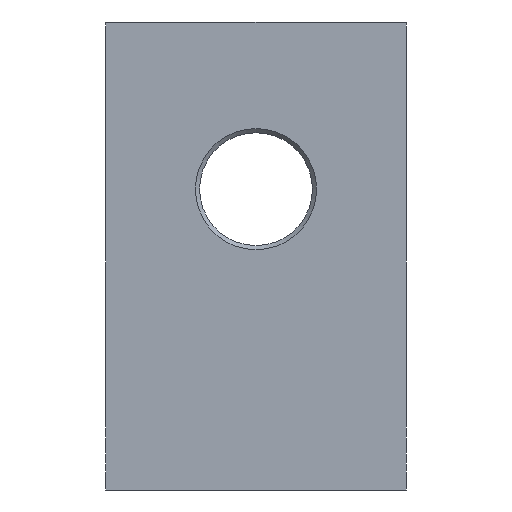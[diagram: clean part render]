
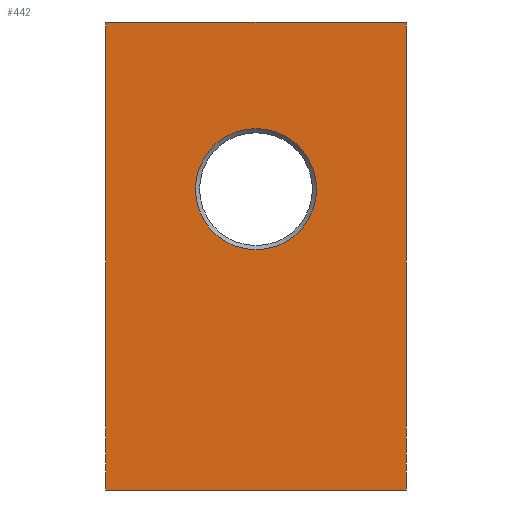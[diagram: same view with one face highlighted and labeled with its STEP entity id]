
A CAD part, front view. The second image highlights one B-rep face of the part: STEP entity #442.
In plain terms, the highlighted planar face has unit normal (0, -1, 0).
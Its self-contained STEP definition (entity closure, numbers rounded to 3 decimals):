
#15=FACE_BOUND('',#73,.T.);
#22=PLANE('',#512);
#50=FACE_OUTER_BOUND('',#72,.T.);
#72=EDGE_LOOP('',(#356,#357,#358,#359));
#73=EDGE_LOOP('',(#360,#361));
#101=LINE('',#755,#132);
#102=LINE('',#757,#133);
#103=LINE('',#759,#134);
#104=LINE('',#760,#135);
#132=VECTOR('',#620,1000.);
#133=VECTOR('',#621,1000.);
#134=VECTOR('',#622,1000.);
#135=VECTOR('',#623,1000.);
#175=CIRCLE('',#502,7.25);
#176=CIRCLE('',#503,7.25);
#207=VERTEX_POINT('',#731);
#208=VERTEX_POINT('',#733);
#213=VERTEX_POINT('',#753);
#214=VERTEX_POINT('',#754);
#215=VERTEX_POINT('',#756);
#216=VERTEX_POINT('',#758);
#259=EDGE_CURVE('',#208,#207,#175,.T.);
#260=EDGE_CURVE('',#207,#208,#176,.T.);
#269=EDGE_CURVE('',#213,#214,#101,.T.);
#270=EDGE_CURVE('',#215,#214,#102,.T.);
#271=EDGE_CURVE('',#216,#215,#103,.T.);
#272=EDGE_CURVE('',#216,#213,#104,.T.);
#356=ORIENTED_EDGE('',*,*,#269,.T.);
#357=ORIENTED_EDGE('',*,*,#270,.F.);
#358=ORIENTED_EDGE('',*,*,#271,.F.);
#359=ORIENTED_EDGE('',*,*,#272,.T.);
#360=ORIENTED_EDGE('',*,*,#259,.T.);
#361=ORIENTED_EDGE('',*,*,#260,.T.);
#442=ADVANCED_FACE('',(#50,#15),#22,.F.);
#502=AXIS2_PLACEMENT_3D('',#734,#594,#595);
#503=AXIS2_PLACEMENT_3D('',#735,#596,#597);
#512=AXIS2_PLACEMENT_3D('',#752,#618,#619);
#594=DIRECTION('center_axis',(0.,1.,0.));
#595=DIRECTION('ref_axis',(0.,0.,1.));
#596=DIRECTION('center_axis',(0.,1.,0.));
#597=DIRECTION('ref_axis',(0.,0.,1.));
#618=DIRECTION('center_axis',(0.,1.,0.));
#619=DIRECTION('ref_axis',(1.,0.,0.));
#620=DIRECTION('',(0.,0.,-1.));
#621=DIRECTION('',(-1.,0.,0.));
#622=DIRECTION('',(0.,0.,-1.));
#623=DIRECTION('',(-1.,0.,0.));
#731=CARTESIAN_POINT('',(0.,0.,43.25));
#733=CARTESIAN_POINT('',(0.,0.,28.75));
#734=CARTESIAN_POINT('Origin',(0.,0.,36.));
#735=CARTESIAN_POINT('Origin',(0.,0.,36.));
#752=CARTESIAN_POINT('Origin',(18.,0.,56.));
#753=CARTESIAN_POINT('',(-18.,0.,56.));
#754=CARTESIAN_POINT('',(-18.,0.,0.));
#755=CARTESIAN_POINT('',(-18.,0.,56.));
#756=CARTESIAN_POINT('',(18.,0.,0.));
#757=CARTESIAN_POINT('',(18.,0.,0.));
#758=CARTESIAN_POINT('',(18.,0.,56.));
#759=CARTESIAN_POINT('',(18.,0.,56.));
#760=CARTESIAN_POINT('',(18.,0.,56.));
